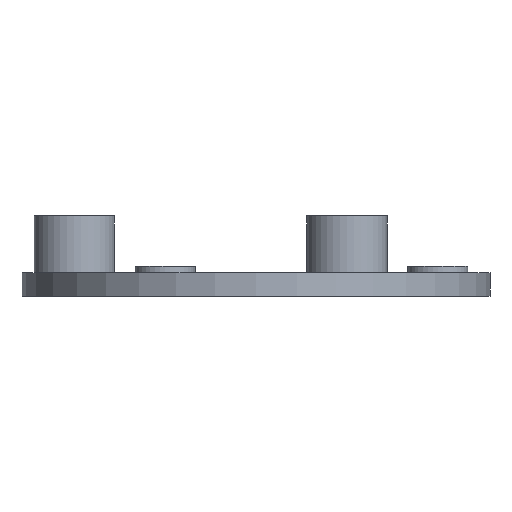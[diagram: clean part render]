
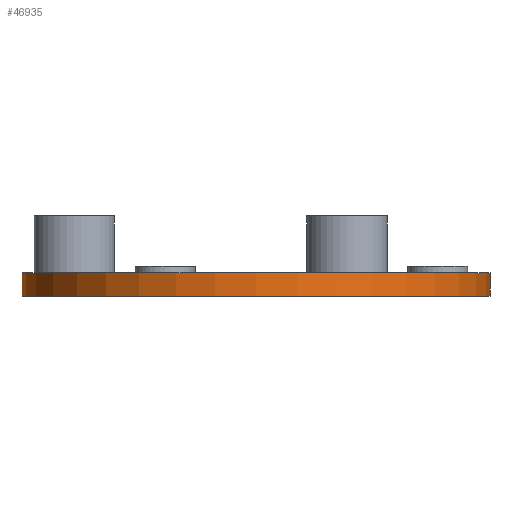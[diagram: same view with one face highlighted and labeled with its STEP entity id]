
A CAD part, front view. The second image highlights one B-rep face of the part: STEP entity #46935.
In plain terms, the highlighted cylindrical face has radius 35 mm (diameter 70 mm), a partial arc.
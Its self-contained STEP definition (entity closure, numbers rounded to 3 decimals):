
#1530 = DIRECTION ( 'NONE',  ( 0., 0., -1. ) ) ;
#1932 = EDGE_CURVE ( 'NONE', #15663, #51044, #21905, .T. ) ;
#5221 = VERTEX_POINT ( 'NONE', #26522 ) ;
#6197 = DIRECTION ( 'NONE',  ( 1., 0., 0. ) ) ;
#7695 = ORIENTED_EDGE ( 'NONE', *, *, #21788, .T. ) ;
#9181 = LINE ( 'NONE', #20757, #13476 ) ;
#10318 = CARTESIAN_POINT ( 'NONE',  ( 35., 0., 3.5 ) ) ;
#10902 = CYLINDRICAL_SURFACE ( 'NONE', #24170, 35. ) ;
#11387 = DIRECTION ( 'NONE',  ( 0., 0., 1. ) ) ;
#13476 = VECTOR ( 'NONE', #16606, 1000. ) ;
#13505 = EDGE_LOOP ( 'NONE', ( #40681, #46986, #7695, #29889 ) ) ;
#13890 = VECTOR ( 'NONE', #1530, 1000. ) ;
#13953 = LINE ( 'NONE', #10318, #13890 ) ;
#14794 = CARTESIAN_POINT ( 'NONE',  ( 0., 0., 3.5 ) ) ;
#15663 = VERTEX_POINT ( 'NONE', #31818 ) ;
#15864 = CIRCLE ( 'NONE', #46483, 35. ) ;
#16606 = DIRECTION ( 'NONE',  ( 0., 0., -1. ) ) ;
#19417 = DIRECTION ( 'NONE',  ( 1., 0., 0. ) ) ;
#20757 = CARTESIAN_POINT ( 'NONE',  ( -35., 0., 3.5 ) ) ;
#21788 = EDGE_CURVE ( 'NONE', #15663, #5221, #9181, .T. ) ;
#21905 = CIRCLE ( 'NONE', #50891, 35. ) ;
#23096 = FACE_OUTER_BOUND ( 'NONE', #13505, .T. ) ;
#24170 = AXIS2_PLACEMENT_3D ( 'NONE', #14794, #42287, #39426 ) ;
#25160 = EDGE_CURVE ( 'NONE', #51044, #34402, #13953, .T. ) ;
#26522 = CARTESIAN_POINT ( 'NONE',  ( -35., 0., 0. ) ) ;
#29799 = CARTESIAN_POINT ( 'NONE',  ( 0., 0., 3.5 ) ) ;
#29889 = ORIENTED_EDGE ( 'NONE', *, *, #36113, .T. ) ;
#31818 = CARTESIAN_POINT ( 'NONE',  ( -35., 0., 3.5 ) ) ;
#33655 = CARTESIAN_POINT ( 'NONE',  ( 35., 0., 3.5 ) ) ;
#34402 = VERTEX_POINT ( 'NONE', #48301 ) ;
#36113 = EDGE_CURVE ( 'NONE', #5221, #34402, #15864, .T. ) ;
#39426 = DIRECTION ( 'NONE',  ( -1., 0., 0. ) ) ;
#40681 = ORIENTED_EDGE ( 'NONE', *, *, #25160, .F. ) ;
#41985 = DIRECTION ( 'NONE',  ( 0., 0., 1. ) ) ;
#42287 = DIRECTION ( 'NONE',  ( 0., 0., -1. ) ) ;
#46483 = AXIS2_PLACEMENT_3D ( 'NONE', #46912, #11387, #19417 ) ;
#46912 = CARTESIAN_POINT ( 'NONE',  ( 0., 0., 0. ) ) ;
#46935 = ADVANCED_FACE ( 'NONE', ( #23096 ), #10902, .T. ) ;
#46986 = ORIENTED_EDGE ( 'NONE', *, *, #1932, .F. ) ;
#48301 = CARTESIAN_POINT ( 'NONE',  ( 35., 0., 0. ) ) ;
#50891 = AXIS2_PLACEMENT_3D ( 'NONE', #29799, #41985, #6197 ) ;
#51044 = VERTEX_POINT ( 'NONE', #33655 ) ;
